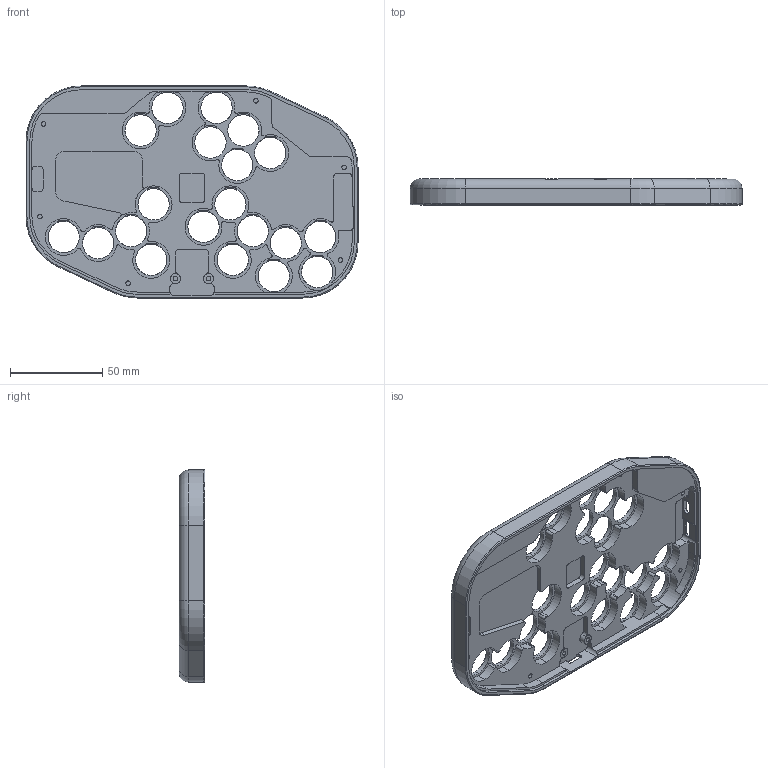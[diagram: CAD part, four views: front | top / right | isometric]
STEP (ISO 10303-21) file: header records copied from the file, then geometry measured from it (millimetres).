
FILE_DESCRIPTION (( 'STEP AP214' ), '1' );
FILE_NAME ('Tadpole_chassis_CNC_V2_13SEP.STEP', '2024-09-14T02:27:55', ( '' ), ( '' ), 'SwSTEP 2.0', 'SolidWorks 2024', '' );
FILE_SCHEMA (( 'AUTOMOTIVE_DESIGN' ));
Length unit declared in the file: millimetre
Products named in the file (1): Tadpole_chassis_CNC_V2_13SEP
Bounding box: 180 x 14 x 115 mm (x, y, z)
Volume: 108095.5 mm3; surface area: 46785.2 mm2
Topology: 1 solids, 1 shells, 461 faces, 1298 edges, 842 vertices
Faces by surface type: cylinder 281, plane 126, cone 38, torus 12, bspline 4
Entity records: 16644 total; most frequent: CARTESIAN_POINT 4047, DIRECTION 2860, ORIENTED_EDGE 2596, EDGE_CURVE 1298, AXIS2_PLACEMENT_3D 1126, VERTEX_POINT 842, CIRCLE 668, VECTOR 608
